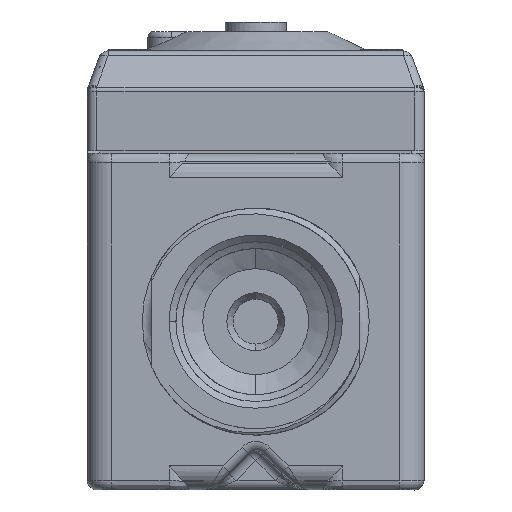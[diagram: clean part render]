
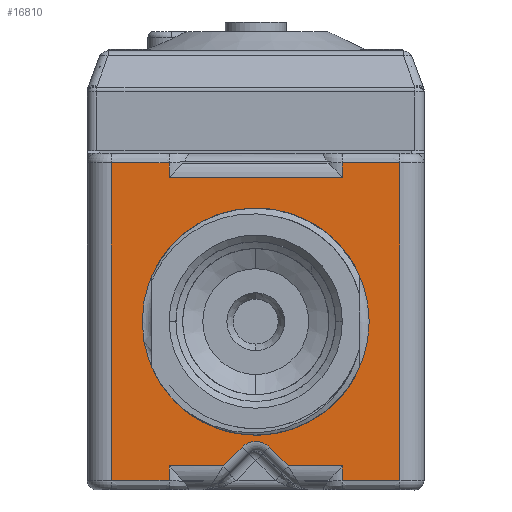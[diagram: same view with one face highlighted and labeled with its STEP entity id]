
A CAD part, front view. The second image highlights one B-rep face of the part: STEP entity #16810.
In plain terms, the highlighted planar face has unit normal (0, -1, 0).
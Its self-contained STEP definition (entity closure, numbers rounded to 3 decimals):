
#1=CARTESIAN_POINT('',(-19.045,-59.44,20.955));
#2=CARTESIAN_POINT('',(-18.521,-59.44,20.955));
#3=CARTESIAN_POINT('',(-17.509,-59.44,20.955));
#4=CARTESIAN_POINT('',(-16.1,-59.44,20.955));
#5=CARTESIAN_POINT('',(-14.789,-59.44,20.955));
#6=CARTESIAN_POINT('',(-13.573,-59.44,20.955));
#7=CARTESIAN_POINT('',(-12.448,-59.44,20.956));
#8=CARTESIAN_POINT('',(-11.759,-59.44,20.953));
#9=CARTESIAN_POINT('',(-11.43,-59.44,20.955));
#11=DIRECTION('',(0.,0.,-1.));
#12=VECTOR('',#11,1.91);
#13=CARTESIAN_POINT('',(-11.43,-59.44,20.955));
#14=LINE('',#13,#12);
#15=DIRECTION('',(0.,0.,-1.));
#16=VECTOR('',#15,1.91);
#17=CARTESIAN_POINT('',(11.43,-59.44,20.955));
#18=LINE('',#17,#16);
#19=CARTESIAN_POINT('',(11.43,-59.44,20.955));
#20=CARTESIAN_POINT('',(11.759,-59.44,20.953));
#21=CARTESIAN_POINT('',(12.448,-59.44,20.956));
#22=CARTESIAN_POINT('',(13.574,-59.44,20.955));
#23=CARTESIAN_POINT('',(14.79,-59.44,20.955));
#24=CARTESIAN_POINT('',(16.1,-59.44,20.955));
#25=CARTESIAN_POINT('',(17.509,-59.44,20.955));
#26=CARTESIAN_POINT('',(18.521,-59.44,20.955));
#27=CARTESIAN_POINT('',(19.045,-59.44,20.955));
#29=CARTESIAN_POINT('',(19.045,-59.44,-20.955));
#30=CARTESIAN_POINT('',(18.521,-59.44,-20.955));
#31=CARTESIAN_POINT('',(17.509,-59.44,-20.955));
#32=CARTESIAN_POINT('',(16.1,-59.44,-20.955));
#33=CARTESIAN_POINT('',(14.79,-59.44,-20.955));
#34=CARTESIAN_POINT('',(13.574,-59.44,-20.955));
#35=CARTESIAN_POINT('',(12.447,-59.44,-20.956));
#36=CARTESIAN_POINT('',(11.759,-59.44,-20.953));
#37=CARTESIAN_POINT('',(11.43,-59.44,-20.955));
#39=DIRECTION('',(0.,0.,-1.));
#40=VECTOR('',#39,1.91);
#41=CARTESIAN_POINT('',(11.43,-59.44,-19.045));
#42=LINE('',#41,#40);
#43=DIRECTION('',(0.,0.,-1.));
#44=VECTOR('',#43,1.91);
#45=CARTESIAN_POINT('',(-11.43,-59.44,-19.045));
#46=LINE('',#45,#44);
#47=CARTESIAN_POINT('',(-11.43,-59.44,-20.955));
#48=CARTESIAN_POINT('',(-11.759,-59.44,-20.953));
#49=CARTESIAN_POINT('',(-12.448,-59.44,-20.956));
#50=CARTESIAN_POINT('',(-13.573,-59.44,-20.955));
#51=CARTESIAN_POINT('',(-14.789,-59.44,-20.955));
#52=CARTESIAN_POINT('',(-16.1,-59.44,-20.955));
#53=CARTESIAN_POINT('',(-17.509,-59.44,-20.955));
#54=CARTESIAN_POINT('',(-18.521,-59.44,-20.955));
#55=CARTESIAN_POINT('',(-19.045,-59.44,-20.955));
#57=DIRECTION('',(0.,0.,1.));
#58=VECTOR('',#57,41.91);
#59=CARTESIAN_POINT('',(-19.045,-59.44,-20.955));
#60=LINE('',#59,#58);
#61=CARTESIAN_POINT('',(0.,-59.44,0.));
#62=DIRECTION('',(0.,-1.,0.));
#63=DIRECTION('',(0.,0.,-1.));
#64=AXIS2_PLACEMENT_3D('',#61,#62,#63);
#66=CARTESIAN_POINT('',(0.,-59.44,0.));
#67=DIRECTION('',(0.,-1.,0.));
#68=DIRECTION('',(0.,0.,1.));
#69=AXIS2_PLACEMENT_3D('',#66,#67,#68);
#5466=DIRECTION('',(1.,0.,0.));
#5467=VECTOR('',#5466,7.142);
#5468=CARTESIAN_POINT('',(-11.43,-59.44,-19.045));
#5469=LINE('',#5468,#5467);
#5505=CARTESIAN_POINT('',(-4.288,-59.44,-19.045));
#5574=CARTESIAN_POINT('',(0.,-59.44,-18.349));
#5575=DIRECTION('',(0.,1.,0.));
#5576=DIRECTION('',(-0.707,0.,0.707));
#5577=AXIS2_PLACEMENT_3D('',#5574,#5575,#5576);
#5579=DIRECTION('',(0.707,0.,0.707));
#5580=VECTOR('',#5579,3.525);
#5581=CARTESIAN_POINT('',(-4.288,-59.44,-19.045));
#5582=LINE('',#5581,#5580);
#5592=DIRECTION('',(-0.707,0.,0.707));
#5593=VECTOR('',#5592,3.525);
#5594=CARTESIAN_POINT('',(4.288,-59.44,-19.045));
#5595=LINE('',#5594,#5593);
#5756=DIRECTION('',(1.,0.,0.));
#5757=VECTOR('',#5756,7.142);
#5758=CARTESIAN_POINT('',(4.288,-59.44,-19.045));
#5759=LINE('',#5758,#5757);
#5865=DIRECTION('',(0.,0.,1.));
#5866=VECTOR('',#5865,41.91);
#5867=CARTESIAN_POINT('',(19.045,-59.44,-20.955));
#5868=LINE('',#5867,#5866);
#6147=DIRECTION('',(-1.,0.,0.));
#6148=VECTOR('',#6147,22.86);
#6149=CARTESIAN_POINT('',(11.43,-59.44,19.045));
#6150=LINE('',#6149,#6148);
#14947=CARTESIAN_POINT('',(0.,-59.44,-14.985));
#14948=CARTESIAN_POINT('',(0.,-59.44,14.985));
#14949=VERTEX_POINT('',#14947);
#14950=VERTEX_POINT('',#14948);
#14983=VERTEX_POINT('',#5505);
#14984=CARTESIAN_POINT('',(-1.796,-59.44,-16.553));
#14985=VERTEX_POINT('',#14984);
#14990=CARTESIAN_POINT('',(1.796,-59.44,-16.553));
#14991=VERTEX_POINT('',#14990);
#14992=CARTESIAN_POINT('',(4.288,-59.44,-19.045));
#14993=VERTEX_POINT('',#14992);
#15169=CARTESIAN_POINT('',(19.045,-59.44,20.955));
#15170=VERTEX_POINT('',#15169);
#15173=VERTEX_POINT('',#1);
#15174=VERTEX_POINT('',#9);
#15176=VERTEX_POINT('',#19);
#15189=CARTESIAN_POINT('',(-19.045,-59.44,-20.955));
#15190=VERTEX_POINT('',#15189);
#15193=VERTEX_POINT('',#29);
#15194=VERTEX_POINT('',#37);
#15196=VERTEX_POINT('',#47);
#15203=CARTESIAN_POINT('',(-11.43,-59.44,19.045));
#15204=VERTEX_POINT('',#15203);
#15265=CARTESIAN_POINT('',(11.43,-59.44,19.045));
#15266=VERTEX_POINT('',#15265);
#15269=CARTESIAN_POINT('',(-11.43,-59.44,-19.045));
#15270=VERTEX_POINT('',#15269);
#15271=CARTESIAN_POINT('',(11.43,-59.44,-19.045));
#15272=VERTEX_POINT('',#15271);
#16765=CARTESIAN_POINT('',(0.,-59.44,0.));
#16766=DIRECTION('',(0.,1.,0.));
#16767=DIRECTION('',(1.,0.,0.));
#16768=AXIS2_PLACEMENT_3D('',#16765,#16766,#16767);
#16769=PLANE('',#16768);
#16771=ORIENTED_EDGE('',*,*,#16770,.T.);
#16773=ORIENTED_EDGE('',*,*,#16772,.T.);
#16775=ORIENTED_EDGE('',*,*,#16774,.F.);
#16777=ORIENTED_EDGE('',*,*,#16776,.F.);
#16779=ORIENTED_EDGE('',*,*,#16778,.T.);
#16781=ORIENTED_EDGE('',*,*,#16780,.F.);
#16783=ORIENTED_EDGE('',*,*,#16782,.T.);
#16785=ORIENTED_EDGE('',*,*,#16784,.F.);
#16787=ORIENTED_EDGE('',*,*,#16786,.F.);
#16789=ORIENTED_EDGE('',*,*,#16788,.T.);
#16791=ORIENTED_EDGE('',*,*,#16790,.F.);
#16793=ORIENTED_EDGE('',*,*,#16792,.F.);
#16795=ORIENTED_EDGE('',*,*,#16794,.F.);
#16797=ORIENTED_EDGE('',*,*,#16796,.T.);
#16799=ORIENTED_EDGE('',*,*,#16798,.T.);
#16801=ORIENTED_EDGE('',*,*,#16800,.T.);
#16802=EDGE_LOOP('',(#16771,#16773,#16775,#16777,#16779,#16781,#16783,#16785,
#16787,#16789,#16791,#16793,#16795,#16797,#16799,#16801));
#16803=FACE_OUTER_BOUND('',#16802,.F.);
#16805=ORIENTED_EDGE('',*,*,#16804,.T.);
#16807=ORIENTED_EDGE('',*,*,#16806,.T.);
#16808=EDGE_LOOP('',(#16805,#16807));
#16809=FACE_BOUND('',#16808,.F.);
#16810=ADVANCED_FACE('',(#16803,#16809),#16769,.F.);
#10=B_SPLINE_CURVE_WITH_KNOTS('',3,(#1,#2,#3,#4,#5,#6,#7,#8,#9),.UNSPECIFIED.,
.F.,.F.,(4,1,1,1,1,1,4),(0.,0.167,0.333,0.5,
0.667,0.833,1.),.UNSPECIFIED.);
#28=B_SPLINE_CURVE_WITH_KNOTS('',3,(#19,#20,#21,#22,#23,#24,#25,#26,#27),
.UNSPECIFIED.,.F.,.F.,(4,1,1,1,1,1,4),(0.,0.167,0.333,
0.5,0.667,0.833,1.),.UNSPECIFIED.);
#38=B_SPLINE_CURVE_WITH_KNOTS('',3,(#29,#30,#31,#32,#33,#34,#35,#36,#37),
.UNSPECIFIED.,.F.,.F.,(4,1,1,1,1,1,4),(0.,0.167,0.333,
0.5,0.667,0.833,1.),.UNSPECIFIED.);
#56=B_SPLINE_CURVE_WITH_KNOTS('',3,(#47,#48,#49,#50,#51,#52,#53,#54,#55),
.UNSPECIFIED.,.F.,.F.,(4,1,1,1,1,1,4),(0.,0.167,0.333,
0.5,0.667,0.833,1.),.UNSPECIFIED.);
#65=CIRCLE('',#64,14.985);
#70=CIRCLE('',#69,14.985);
#5578=CIRCLE('',#5577,2.54);
#16770=EDGE_CURVE('',#15173,#15174,#10,.T.);
#16772=EDGE_CURVE('',#15174,#15204,#14,.T.);
#16774=EDGE_CURVE('',#15266,#15204,#6150,.T.);
#16776=EDGE_CURVE('',#15176,#15266,#18,.T.);
#16778=EDGE_CURVE('',#15176,#15170,#28,.T.);
#16780=EDGE_CURVE('',#15193,#15170,#5868,.T.);
#16782=EDGE_CURVE('',#15193,#15194,#38,.T.);
#16784=EDGE_CURVE('',#15272,#15194,#42,.T.);
#16786=EDGE_CURVE('',#14993,#15272,#5759,.T.);
#16788=EDGE_CURVE('',#14993,#14991,#5595,.T.);
#16790=EDGE_CURVE('',#14985,#14991,#5578,.T.);
#16792=EDGE_CURVE('',#14983,#14985,#5582,.T.);
#16794=EDGE_CURVE('',#15270,#14983,#5469,.T.);
#16796=EDGE_CURVE('',#15270,#15196,#46,.T.);
#16798=EDGE_CURVE('',#15196,#15190,#56,.T.);
#16800=EDGE_CURVE('',#15190,#15173,#60,.T.);
#16804=EDGE_CURVE('',#14949,#14950,#65,.T.);
#16806=EDGE_CURVE('',#14950,#14949,#70,.T.);
